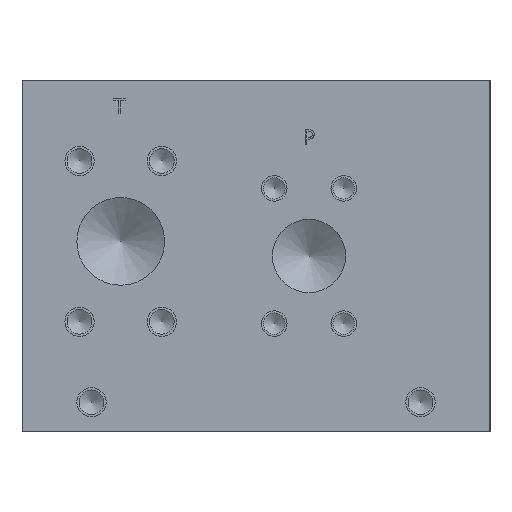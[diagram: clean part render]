
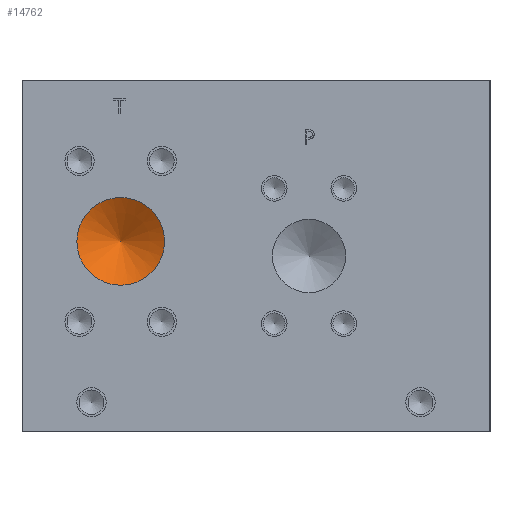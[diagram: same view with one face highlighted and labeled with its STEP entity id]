
A CAD part, left-side view. The second image highlights one B-rep face of the part: STEP entity #14762.
In plain terms, the highlighted conical face has half-angle 60 degrees and reference radius 9.525 mm.
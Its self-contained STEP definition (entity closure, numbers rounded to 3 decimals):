
#170=CONICAL_SURFACE('',#15602,9.525,1.047);
#429=CIRCLE('',#15603,19.05);
#430=CIRCLE('',#15604,19.05);
#1885=FACE_OUTER_BOUND('',#2776,.T.);
#2776=EDGE_LOOP('',(#12603,#12604,#12605,#12606));
#4158=LINE('',#24861,#5440);
#5440=VECTOR('',#18483,9.525);
#7024=VERTEX_POINT('',#24857);
#7025=VERTEX_POINT('',#24858);
#7026=VERTEX_POINT('',#24860);
#8984=EDGE_CURVE('',#7024,#7025,#429,.T.);
#8985=EDGE_CURVE('',#7025,#7026,#4158,.T.);
#8986=EDGE_CURVE('',#7025,#7024,#430,.T.);
#12603=ORIENTED_EDGE('',*,*,#8984,.T.);
#12604=ORIENTED_EDGE('',*,*,#8985,.T.);
#12605=ORIENTED_EDGE('',*,*,#8985,.F.);
#12606=ORIENTED_EDGE('',*,*,#8986,.T.);
#14762=ADVANCED_FACE('',(#1885),#170,.F.);
#15602=AXIS2_PLACEMENT_3D('',#24856,#18479,#18480);
#15603=AXIS2_PLACEMENT_3D('',#24859,#18481,#18482);
#15604=AXIS2_PLACEMENT_3D('',#24862,#18484,#18485);
#18479=DIRECTION('center_axis',(-1.,0.,0.));
#18480=DIRECTION('ref_axis',(0.,1.,0.));
#18481=DIRECTION('center_axis',(-1.,0.,0.));
#18482=DIRECTION('ref_axis',(0.,1.,0.));
#18483=DIRECTION('',(0.5,0.866,0.));
#18484=DIRECTION('center_axis',(-1.,0.,0.));
#18485=DIRECTION('ref_axis',(0.,1.,0.));
#24856=CARTESIAN_POINT('Origin',(16.498,160.35,82.55));
#24857=CARTESIAN_POINT('',(10.999,179.4,82.55));
#24858=CARTESIAN_POINT('',(10.999,141.3,82.55));
#24859=CARTESIAN_POINT('Origin',(10.999,160.35,82.55));
#24860=CARTESIAN_POINT('',(21.997,160.35,82.55));
#24861=CARTESIAN_POINT('',(16.498,150.825,82.55));
#24862=CARTESIAN_POINT('Origin',(10.999,160.35,82.55));
